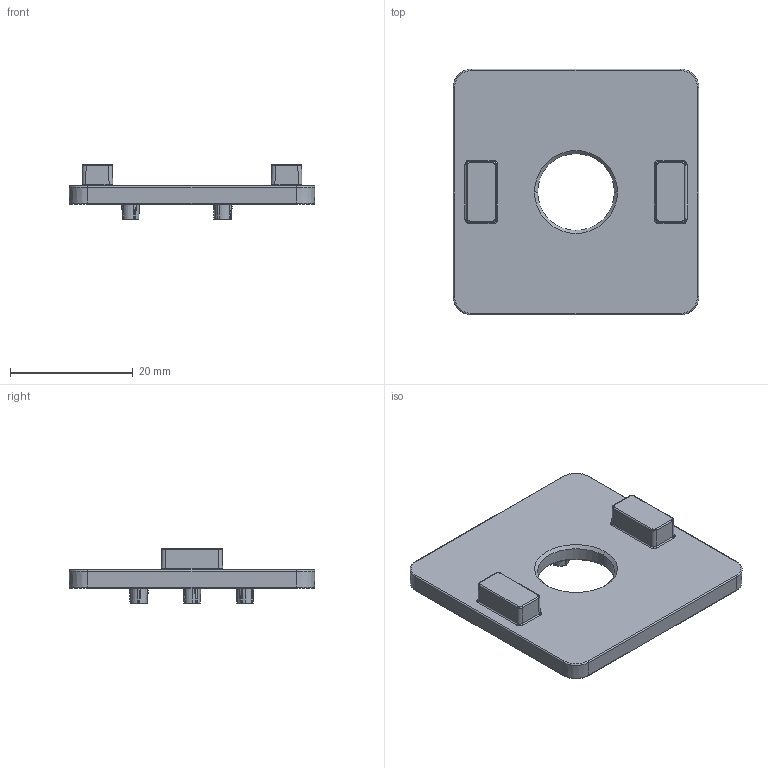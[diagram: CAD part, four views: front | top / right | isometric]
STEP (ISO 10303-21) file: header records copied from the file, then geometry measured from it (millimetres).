
FILE_DESCRIPTION (( 'STEP AP214' ), '1' );
FILE_NAME ('Accessories for aluminium profiles098FA40N10.step', '2016-10-19T15:28:48', ( '' ), ( '' ), 'SwSTEP 2.0', 'SolidWorks 2016', '' );
FILE_SCHEMA (( 'AUTOMOTIVE_DESIGN' ));
Length unit declared in the file: millimetre
Products named in the file (1): Accessories for aluminium profiles098FA40N10
Bounding box: 39.99 x 39.99 x 9 mm (x, y, z)
Volume: 4764.4 mm3; surface area: 3738.7 mm2
Topology: 1 solids, 1 shells, 312 faces, 707 edges, 402 vertices
Faces by surface type: torus 92, bspline 92, cone 36, cylinder 35, plane 31, sphere 26
Entity records: 10085 total; most frequent: CARTESIAN_POINT 3568, ORIENTED_EDGE 1414, DIRECTION 1401, EDGE_CURVE 707, AXIS2_PLACEMENT_3D 659, CIRCLE 438, VERTEX_POINT 402, EDGE_LOOP 319
